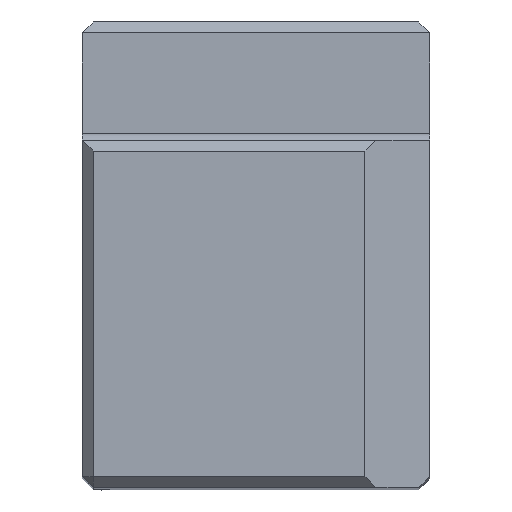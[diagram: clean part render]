
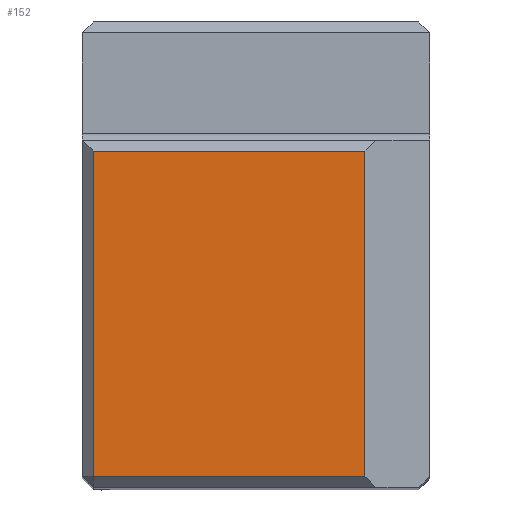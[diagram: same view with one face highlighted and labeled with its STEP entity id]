
A CAD part, top view. The second image highlights one B-rep face of the part: STEP entity #152.
In plain terms, the highlighted planar face has unit normal (0, 0, 1).
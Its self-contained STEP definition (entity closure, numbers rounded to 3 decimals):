
#152=ADVANCED_FACE('',(#235),#200,.T.);
#200=PLANE('',#999);
#235=FACE_OUTER_BOUND('',#277,.T.);
#277=EDGE_LOOP('',(#360,#361,#362,#363));
#360=ORIENTED_EDGE('',*,*,#661,.F.);
#361=ORIENTED_EDGE('',*,*,#662,.T.);
#362=ORIENTED_EDGE('',*,*,#663,.T.);
#363=ORIENTED_EDGE('',*,*,#664,.T.);
#582=VERTEX_POINT('',#1392);
#583=VERTEX_POINT('',#1393);
#584=VERTEX_POINT('',#1395);
#585=VERTEX_POINT('',#1397);
#661=EDGE_CURVE('',#582,#583,#774,.T.);
#662=EDGE_CURVE('',#582,#584,#775,.T.);
#663=EDGE_CURVE('',#584,#585,#776,.T.);
#664=EDGE_CURVE('',#585,#583,#777,.T.);
#774=LINE('',#1391,#865);
#775=LINE('',#1394,#866);
#776=LINE('',#1396,#867);
#777=LINE('',#1398,#868);
#865=VECTOR('',#1117,1.);
#866=VECTOR('',#1118,1.);
#867=VECTOR('',#1119,1.);
#868=VECTOR('',#1120,1.);
#999=AXIS2_PLACEMENT_3D('',#1399,#1121,#1122);
#1117=DIRECTION('',(0.,-1.,0.));
#1118=DIRECTION('',(-1.,0.,0.));
#1119=DIRECTION('',(0.,-1.,0.));
#1120=DIRECTION('',(1.,0.,0.));
#1121=DIRECTION('',(0.,0.,1.));
#1122=DIRECTION('',(1.,0.,0.));
#1391=CARTESIAN_POINT('',(13.017,158.185,0.));
#1392=CARTESIAN_POINT('',(13.017,15.507,0.));
#1393=CARTESIAN_POINT('',(13.017,0.532,0.));
#1394=CARTESIAN_POINT('',(8.003,15.507,0.));
#1395=CARTESIAN_POINT('',(0.516,15.507,0.));
#1396=CARTESIAN_POINT('',(0.516,0.032,0.));
#1397=CARTESIAN_POINT('',(0.516,0.532,0.));
#1398=CARTESIAN_POINT('',(8.003,0.532,0.));
#1399=CARTESIAN_POINT('',(8.003,8.02,0.));
